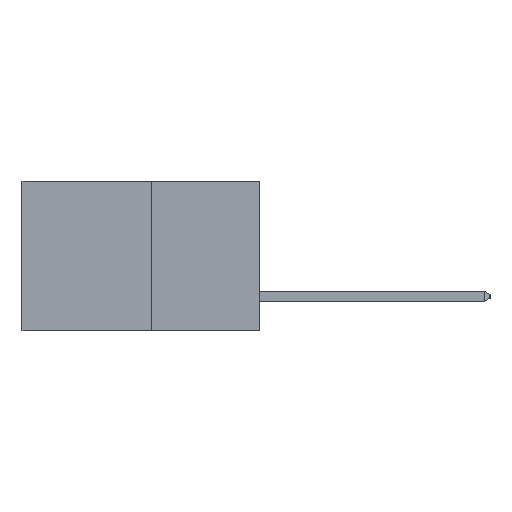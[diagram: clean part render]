
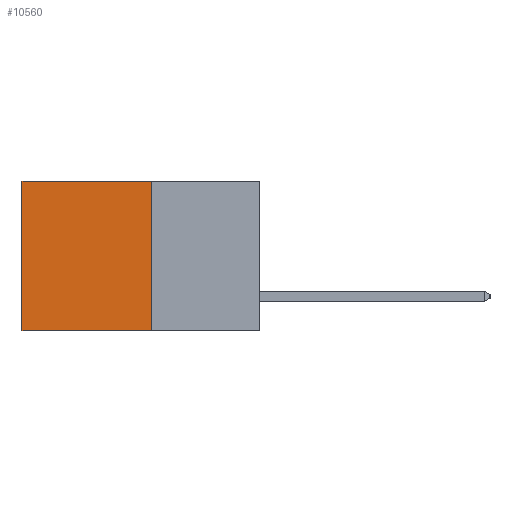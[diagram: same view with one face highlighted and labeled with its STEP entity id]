
A CAD part, left-side view. The second image highlights one B-rep face of the part: STEP entity #10560.
In plain terms, the highlighted planar face has unit normal (-1, 0, 0).
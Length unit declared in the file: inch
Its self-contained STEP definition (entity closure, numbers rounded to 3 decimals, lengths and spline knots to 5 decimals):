
#12 = LINE ( 'NONE', #1566, #23330 ) ;
#699 = VERTEX_POINT ( 'NONE', #21011 ) ;
#901 = LINE ( 'NONE', #13701, #17548 ) ;
#1566 = CARTESIAN_POINT ( 'NONE',  ( 0.277, 0.27, -0.37 ) ) ;
#1587 = CARTESIAN_POINT ( 'NONE',  ( 0.277, 0.59, -0.37 ) ) ;
#1928 = EDGE_CURVE ( 'NONE', #699, #25483, #3467, .T. ) ;
#2760 = VECTOR ( 'NONE', #14442, 39.37008 ) ;
#3302 = PLANE ( 'NONE',  #17257 ) ;
#3467 = LINE ( 'NONE', #18974, #2760 ) ;
#3545 = EDGE_CURVE ( 'NONE', #7331, #25483, #901, .T. ) ;
#3953 = LINE ( 'NONE', #25226, #26521 ) ;
#4217 = FACE_OUTER_BOUND ( 'NONE', #8782, .T. ) ;
#6109 = DIRECTION ( 'NONE',  ( 0., 0., -1. ) ) ;
#7331 = VERTEX_POINT ( 'NONE', #12938 ) ;
#7847 = CARTESIAN_POINT ( 'NONE',  ( 0.277, 0.27, -0.37 ) ) ;
#8435 = EDGE_CURVE ( 'NONE', #26070, #699, #3953, .T. ) ;
#8782 = EDGE_LOOP ( 'NONE', ( #14430, #24392, #15128, #24753 ) ) ;
#10165 = DIRECTION ( 'NONE',  ( 0., 0., -1. ) ) ;
#10560 = ADVANCED_FACE ( 'NONE', ( #4217 ), #3302, .F. ) ;
#12938 = CARTESIAN_POINT ( 'NONE',  ( 0.277, 0.27, -0.37 ) ) ;
#13701 = CARTESIAN_POINT ( 'NONE',  ( 0.277, 0.27, -0.37 ) ) ;
#14430 = ORIENTED_EDGE ( 'NONE', *, *, #1928, .T. ) ;
#14442 = DIRECTION ( 'NONE',  ( 0., 0., -1. ) ) ;
#15128 = ORIENTED_EDGE ( 'NONE', *, *, #24122, .F. ) ;
#17257 = AXIS2_PLACEMENT_3D ( 'NONE', #7847, #23653, #10165 ) ;
#17548 = VECTOR ( 'NONE', #27084, 39.37008 ) ;
#18974 = CARTESIAN_POINT ( 'NONE',  ( 0.277, 0.59, -0.37 ) ) ;
#21011 = CARTESIAN_POINT ( 'NONE',  ( 0.277, 0.59, 0. ) ) ;
#23330 = VECTOR ( 'NONE', #6109, 39.37008 ) ;
#23653 = DIRECTION ( 'NONE',  ( 1., 0., 0. ) ) ;
#24122 = EDGE_CURVE ( 'NONE', #26070, #7331, #12, .T. ) ;
#24392 = ORIENTED_EDGE ( 'NONE', *, *, #3545, .F. ) ;
#24753 = ORIENTED_EDGE ( 'NONE', *, *, #8435, .T. ) ;
#24936 = CARTESIAN_POINT ( 'NONE',  ( 0.277, 0.27, 0. ) ) ;
#25226 = CARTESIAN_POINT ( 'NONE',  ( 0.277, 0.27, 0. ) ) ;
#25483 = VERTEX_POINT ( 'NONE', #1587 ) ;
#26070 = VERTEX_POINT ( 'NONE', #24936 ) ;
#26521 = VECTOR ( 'NONE', #27464, 39.37008 ) ;
#27084 = DIRECTION ( 'NONE',  ( 0., 1., 0. ) ) ;
#27464 = DIRECTION ( 'NONE',  ( 0., 1., 0. ) ) ;
